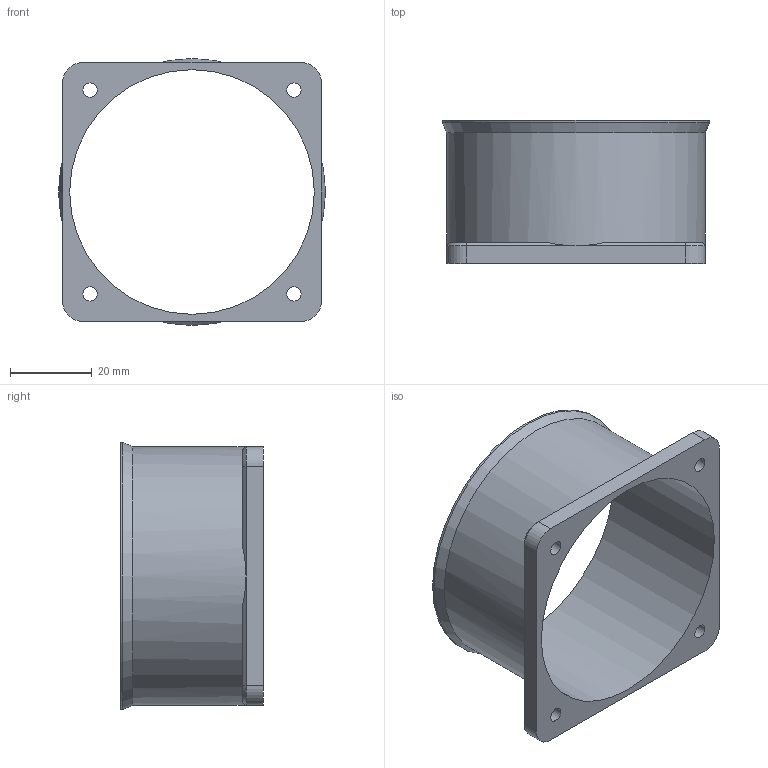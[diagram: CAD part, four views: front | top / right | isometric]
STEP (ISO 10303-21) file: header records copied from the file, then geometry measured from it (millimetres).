
FILE_DESCRIPTION(/* description */ (''),/* implementation_level */ '2;1');
FILE_NAME(/* name */ 'fanHoseMount.stp',/* time_stamp */ '2024-09-02T11:00:20-07:00',/* author */ ('Eric'),/* organization */ (''),/* preprocessor_version */ 'ST-DEVELOPER v20',/* originating_system */ 'Autodesk Inventor 2025',/* authorisation */ '');
FILE_SCHEMA (('AUTOMOTIVE_DESIGN { 1 0 10303 214 3 1 1 }'));
Length unit declared in the file: millimetre
Products named in the file (1): fanHoseMount
Bounding box: 65.5 x 35 x 65.5 mm (x, y, z)
Volume: 16052.8 mm3; surface area: 16542 mm2
Topology: 1 solids, 1 shells, 42 faces, 95 edges, 59 vertices
Faces by surface type: plane 22, cylinder 15, cone 5
Full cylindrical faces by diameter (mm): 3.5 x4, 6 x4, 60 x1, 63.5 x1, 65.5 x1
Entity records: 1245 total; most frequent: DIRECTION 228, CARTESIAN_POINT 197, ORIENTED_EDGE 190, EDGE_CURVE 95, AXIS2_PLACEMENT_3D 90, VERTEX_POINT 59, EDGE_LOOP 56, LINE 48
